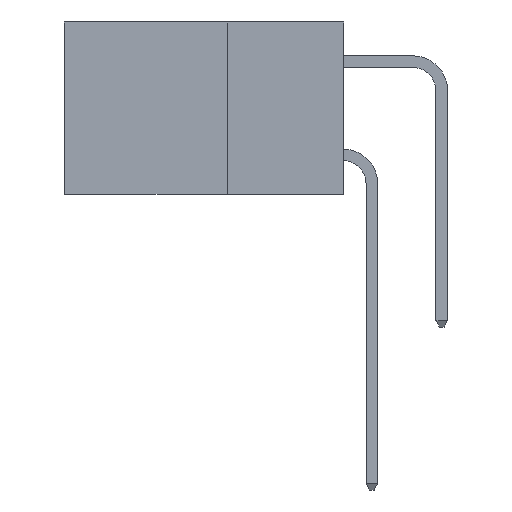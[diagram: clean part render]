
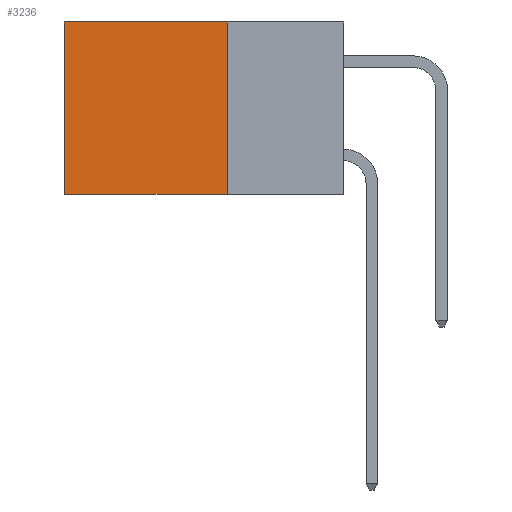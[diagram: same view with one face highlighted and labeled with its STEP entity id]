
A CAD part, left-side view. The second image highlights one B-rep face of the part: STEP entity #3236.
In plain terms, the highlighted planar face has unit normal (-1, 0, 0).
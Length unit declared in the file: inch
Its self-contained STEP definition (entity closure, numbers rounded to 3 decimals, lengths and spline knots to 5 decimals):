
#72 = ORIENTED_EDGE ( 'NONE', *, *, #8533, .T. ) ;
#316 = VERTEX_POINT ( 'NONE', #4585 ) ;
#475 = CARTESIAN_POINT ( 'NONE',  ( 0.2615, 0.25, 0. ) ) ;
#745 = ORIENTED_EDGE ( 'NONE', *, *, #3234, .T. ) ;
#883 = CARTESIAN_POINT ( 'NONE',  ( 0.2615, 0.25, 0. ) ) ;
#1060 = FACE_OUTER_BOUND ( 'NONE', #7396, .T. ) ;
#1069 = CARTESIAN_POINT ( 'NONE',  ( 0.2615, 0.25, -0.37 ) ) ;
#1683 = LINE ( 'NONE', #1069, #3937 ) ;
#1849 = PLANE ( 'NONE',  #11029 ) ;
#2020 = DIRECTION ( 'NONE',  ( 0., 0., -1. ) ) ;
#2656 = VECTOR ( 'NONE', #9087, 39.37008 ) ;
#2975 = VERTEX_POINT ( 'NONE', #4528 ) ;
#3234 = EDGE_CURVE ( 'NONE', #2975, #10356, #8654, .T. ) ;
#3236 = ADVANCED_FACE ( 'NONE', ( #1060 ), #1849, .F. ) ;
#3937 = VECTOR ( 'NONE', #2020, 39.37008 ) ;
#4528 = CARTESIAN_POINT ( 'NONE',  ( 0.2615, 0.6, 0. ) ) ;
#4530 = LINE ( 'NONE', #883, #9819 ) ;
#4585 = CARTESIAN_POINT ( 'NONE',  ( 0.2615, 0.25, -0.37 ) ) ;
#4815 = CARTESIAN_POINT ( 'NONE',  ( 0.2615, 0.6, -0.37 ) ) ;
#5516 = DIRECTION ( 'NONE',  ( 0., 0., -1. ) ) ;
#5795 = VERTEX_POINT ( 'NONE', #475 ) ;
#6144 = LINE ( 'NONE', #10594, #10763 ) ;
#6316 = DIRECTION ( 'NONE',  ( 0., 1., 0. ) ) ;
#6692 = ORIENTED_EDGE ( 'NONE', *, *, #8212, .F. ) ;
#7338 = CARTESIAN_POINT ( 'NONE',  ( 0.2615, 0.25, -0.37 ) ) ;
#7396 = EDGE_LOOP ( 'NONE', ( #745, #8410, #6692, #72 ) ) ;
#8212 = EDGE_CURVE ( 'NONE', #5795, #316, #1683, .T. ) ;
#8242 = CARTESIAN_POINT ( 'NONE',  ( 0.2615, 0.6, -0.37 ) ) ;
#8410 = ORIENTED_EDGE ( 'NONE', *, *, #10464, .F. ) ;
#8533 = EDGE_CURVE ( 'NONE', #5795, #2975, #4530, .T. ) ;
#8654 = LINE ( 'NONE', #8242, #2656 ) ;
#9047 = DIRECTION ( 'NONE',  ( 1., 0., 0. ) ) ;
#9087 = DIRECTION ( 'NONE',  ( 0., 0., -1. ) ) ;
#9819 = VECTOR ( 'NONE', #6316, 39.37008 ) ;
#10356 = VERTEX_POINT ( 'NONE', #4815 ) ;
#10464 = EDGE_CURVE ( 'NONE', #316, #10356, #6144, .T. ) ;
#10594 = CARTESIAN_POINT ( 'NONE',  ( 0.2615, 0.25, -0.37 ) ) ;
#10676 = DIRECTION ( 'NONE',  ( 0., 1., 0. ) ) ;
#10763 = VECTOR ( 'NONE', #10676, 39.37008 ) ;
#11029 = AXIS2_PLACEMENT_3D ( 'NONE', #7338, #9047, #5516 ) ;
